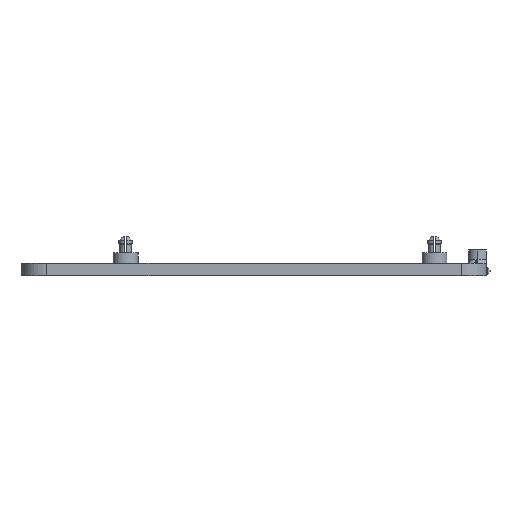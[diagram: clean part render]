
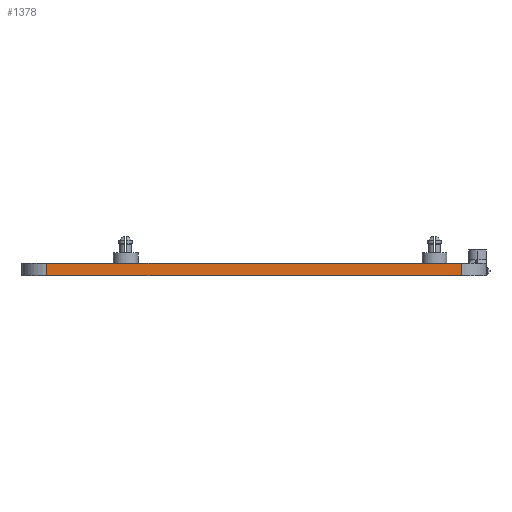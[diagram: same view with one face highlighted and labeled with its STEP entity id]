
A CAD part, left-side view. The second image highlights one B-rep face of the part: STEP entity #1378.
In plain terms, the highlighted planar face has unit normal (-1, 0, 0).
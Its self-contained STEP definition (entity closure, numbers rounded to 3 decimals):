
#547=CARTESIAN_POINT('',(-74.,-42.,4.5));
#548=VERTEX_POINT('',#547);
#556=CARTESIAN_POINT('',(-74.,-142.,4.5));
#557=VERTEX_POINT('',#556);
#558=CARTESIAN_POINT('',(-74.,-42.,4.5));
#559=DIRECTION('',(0.,-1.,0.));
#560=VECTOR('',#559,100.);
#561=LINE('',#558,#560);
#562=EDGE_CURVE('',#548,#557,#561,.T.);
#858=CARTESIAN_POINT('',(-74.,-142.,1.5));
#859=VERTEX_POINT('',#858);
#867=CARTESIAN_POINT('',(-74.,-42.,1.5));
#868=VERTEX_POINT('',#867);
#869=CARTESIAN_POINT('',(-74.,-42.,1.5));
#870=DIRECTION('',(0.,-1.,0.));
#871=VECTOR('',#870,100.);
#872=LINE('',#869,#871);
#873=EDGE_CURVE('',#868,#859,#872,.T.);
#1357=CARTESIAN_POINT('',(-74.,-87.5,4.5));
#1358=DIRECTION('',(1.,0.,0.));
#1359=DIRECTION('',(-0.,1.,0.));
#1360=AXIS2_PLACEMENT_3D('',#1357,#1358,#1359);
#1361=PLANE('',#1360);
#1362=ORIENTED_EDGE('',*,*,#873,.T.);
#1363=CARTESIAN_POINT('',(-74.,-142.,1.5));
#1364=DIRECTION('',(0.,0.,1.));
#1365=VECTOR('',#1364,3.);
#1366=LINE('',#1363,#1365);
#1367=EDGE_CURVE('',#859,#557,#1366,.T.);
#1368=ORIENTED_EDGE('',*,*,#1367,.T.);
#1369=ORIENTED_EDGE('',*,*,#562,.F.);
#1370=CARTESIAN_POINT('',(-74.,-42.,4.5));
#1371=DIRECTION('',(-0.,-0.,-1.));
#1372=VECTOR('',#1371,3.);
#1373=LINE('',#1370,#1372);
#1374=EDGE_CURVE('',#548,#868,#1373,.T.);
#1375=ORIENTED_EDGE('',*,*,#1374,.T.);
#1376=EDGE_LOOP('',(#1362,#1368,#1369,#1375));
#1377=FACE_BOUND('',#1376,.T.);
#1378=ADVANCED_FACE('',(#1377),#1361,.F.);
